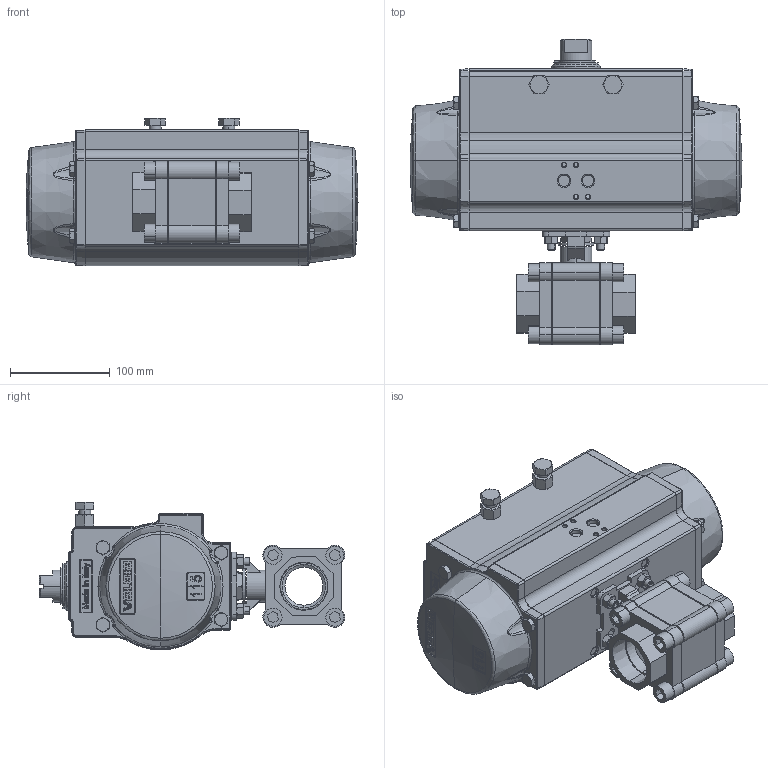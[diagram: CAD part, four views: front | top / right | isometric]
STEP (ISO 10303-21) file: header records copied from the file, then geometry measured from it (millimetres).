
FILE_DESCRIPTION (( 'STEP AP203' ), '1' );
FILE_NAME ('4700-150F_UT-3.5.STEP', '2017-11-10T16:22:21', ( '' ), ( '' ), 'SwSTEP 2.0', 'SolidWorks 2014', '' );
FILE_SCHEMA (( 'CONFIG_CONTROL_DESIGN' ));
Products named in the file (1): 4700-150F_UT-3.5
Bounding box: 333.18 x 307 x 148.44 mm (x, y, z)
Surface area: 291036.5 mm2 (no closed solid volume)
Topology: 0 solids, 39 shells, 1325 faces, 4146 edges, 2784 vertices
Faces by surface type: plane 589, bspline 285, cylinder 210, cone 203, sphere 38
Entity records: 66037 total; most frequent: CARTESIAN_POINT 32087, ORIENTED_EDGE 6965, DIRECTION 6372, EDGE_CURVE 4130, VERTEX_POINT 2784, AXIS2_PLACEMENT_3D 2273, VECTOR 1826, LINE 1826
